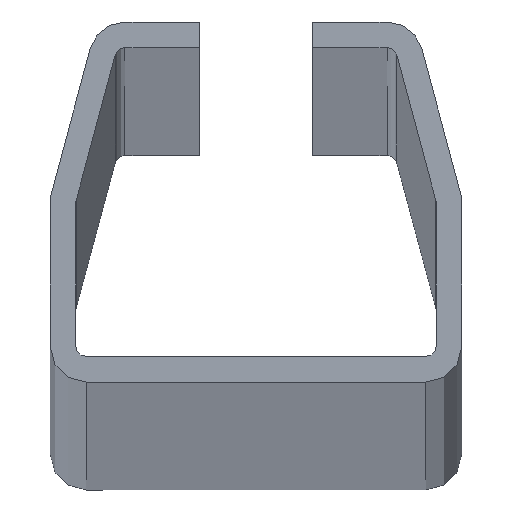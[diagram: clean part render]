
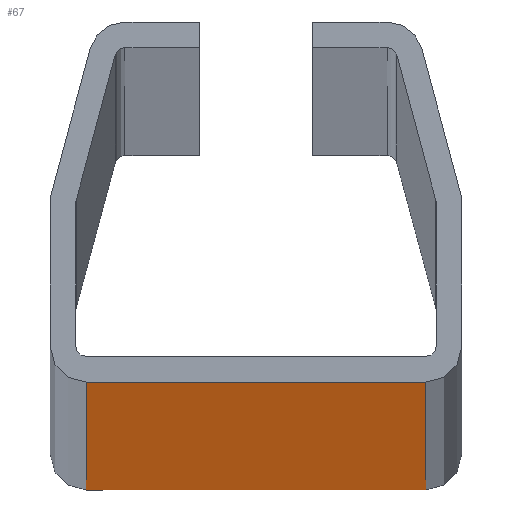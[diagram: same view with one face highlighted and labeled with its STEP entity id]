
A CAD part, top view. The second image highlights one B-rep face of the part: STEP entity #67.
In plain terms, the highlighted planar face has unit normal (0, -1, 0).
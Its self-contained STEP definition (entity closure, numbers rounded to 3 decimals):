
#67=ADVANCED_FACE('',(#181),#183,.T.);
#181=FACE_BOUND('',#182,.T.);
#182=EDGE_LOOP('',(#349,#350,#351,#352));
#183=PLANE('',#184);
#184=AXIS2_PLACEMENT_3D('',#185,#186,#187);
#185=CARTESIAN_POINT('',(-16.5,0.,0.));
#186=DIRECTION('',(0.,-1.,0.));
#187=DIRECTION('',(1.,0.,0.));
#349=ORIENTED_EDGE('',*,*,#504,.T.);
#350=ORIENTED_EDGE('',*,*,#505,.T.);
#351=ORIENTED_EDGE('',*,*,#506,.F.);
#352=ORIENTED_EDGE('',*,*,#502,.F.);
#502=EDGE_CURVE('',#613,#615,#616,.T.);
#504=EDGE_CURVE('',#613,#618,#619,.T.);
#505=EDGE_CURVE('',#618,#620,#621,.T.);
#506=EDGE_CURVE('',#615,#620,#622,.T.);
#613=VERTEX_POINT('',#843);
#615=VERTEX_POINT('',#848);
#616=LINE('',#849,#850);
#618=VERTEX_POINT('',#856);
#619=LINE('',#857,#858);
#620=VERTEX_POINT('',#860);
#621=LINE('',#861,#862);
#622=LINE('',#864,#865);
#843=CARTESIAN_POINT('',(-16.5,0.,0.));
#848=CARTESIAN_POINT('',(-16.5,0.,6000.));
#849=CARTESIAN_POINT('',(-16.5,0.,0.));
#850=VECTOR('',#851,1.);
#851=DIRECTION('',(0.,0.,1.));
#856=CARTESIAN_POINT('',(16.5,0.,0.));
#857=CARTESIAN_POINT('',(-16.5,0.,0.));
#858=VECTOR('',#859,1.);
#859=DIRECTION('',(1.,0.,0.));
#860=CARTESIAN_POINT('',(16.5,0.,6000.));
#861=CARTESIAN_POINT('',(16.5,0.,0.));
#862=VECTOR('',#863,1.);
#863=DIRECTION('',(0.,0.,1.));
#864=CARTESIAN_POINT('',(-16.5,0.,6000.));
#865=VECTOR('',#866,1.);
#866=DIRECTION('',(1.,0.,0.));
